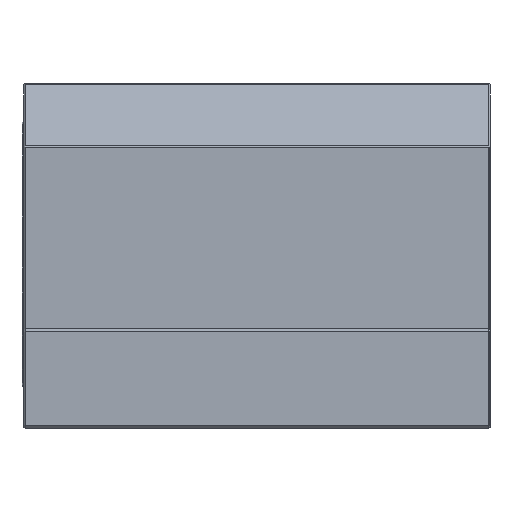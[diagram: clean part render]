
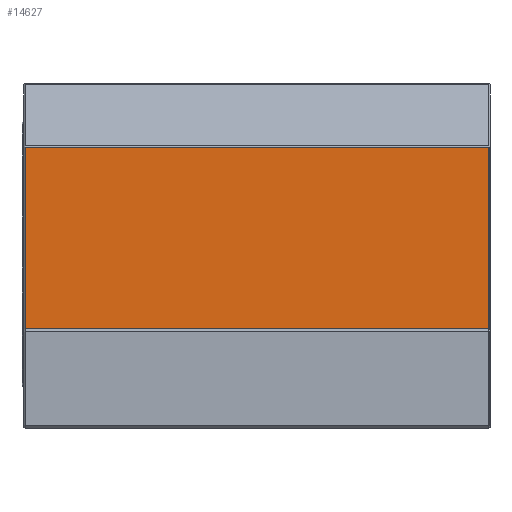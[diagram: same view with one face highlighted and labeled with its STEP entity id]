
A CAD part, left-side view. The second image highlights one B-rep face of the part: STEP entity #14627.
In plain terms, the highlighted planar face has unit normal (-1, 0, 0).
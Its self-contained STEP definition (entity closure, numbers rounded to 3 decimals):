
#188 = LINE ( 'NONE', #11221, #594 ) ;
#594 = VECTOR ( 'NONE', #4338, 1000. ) ;
#632 = LINE ( 'NONE', #901, #4584 ) ;
#800 = DIRECTION ( 'NONE',  ( 0., -1., 0. ) ) ;
#901 = CARTESIAN_POINT ( 'NONE',  ( -16.8, 0., -2.318 ) ) ;
#1163 = AXIS2_PLACEMENT_3D ( 'NONE', #15698, #17224, #7357 ) ;
#2102 = PLANE ( 'NONE',  #1163 ) ;
#3699 = LINE ( 'NONE', #5061, #14084 ) ;
#4338 = DIRECTION ( 'NONE',  ( 0., 0., 1. ) ) ;
#4584 = VECTOR ( 'NONE', #800, 1000. ) ;
#4741 = LINE ( 'NONE', #10182, #10295 ) ;
#5061 = CARTESIAN_POINT ( 'NONE',  ( -16.8, 30., 9.332 ) ) ;
#5262 = EDGE_CURVE ( 'NONE', #9516, #6488, #3699, .T. ) ;
#6395 = ORIENTED_EDGE ( 'NONE', *, *, #8481, .T. ) ;
#6488 = VERTEX_POINT ( 'NONE', #12168 ) ;
#7357 = DIRECTION ( 'NONE',  ( 0., 1., 0. ) ) ;
#8481 = EDGE_CURVE ( 'NONE', #12901, #13764, #632, .T. ) ;
#8564 = ORIENTED_EDGE ( 'NONE', *, *, #15185, .T. ) ;
#8625 = ORIENTED_EDGE ( 'NONE', *, *, #5262, .T. ) ;
#8998 = DIRECTION ( 'NONE',  ( 0., 0., -1. ) ) ;
#9004 = ORIENTED_EDGE ( 'NONE', *, *, #16096, .T. ) ;
#9516 = VERTEX_POINT ( 'NONE', #15135 ) ;
#10182 = CARTESIAN_POINT ( 'NONE',  ( -16.8, 29.9, -2.318 ) ) ;
#10295 = VECTOR ( 'NONE', #8998, 1000. ) ;
#10428 = FACE_OUTER_BOUND ( 'NONE', #14553, .T. ) ;
#11221 = CARTESIAN_POINT ( 'NONE',  ( -16.8, 0.1, -2.568 ) ) ;
#12168 = CARTESIAN_POINT ( 'NONE',  ( -16.8, 29.9, 9.332 ) ) ;
#12524 = CARTESIAN_POINT ( 'NONE',  ( -16.8, 0.1, -2.318 ) ) ;
#12901 = VERTEX_POINT ( 'NONE', #15482 ) ;
#13764 = VERTEX_POINT ( 'NONE', #12524 ) ;
#14084 = VECTOR ( 'NONE', #16120, 1000. ) ;
#14553 = EDGE_LOOP ( 'NONE', ( #8625, #9004, #6395, #8564 ) ) ;
#14627 = ADVANCED_FACE ( 'NONE', ( #10428 ), #2102, .F. ) ;
#15135 = CARTESIAN_POINT ( 'NONE',  ( -16.8, 0.1, 9.332 ) ) ;
#15185 = EDGE_CURVE ( 'NONE', #13764, #9516, #188, .T. ) ;
#15482 = CARTESIAN_POINT ( 'NONE',  ( -16.8, 29.9, -2.318 ) ) ;
#15698 = CARTESIAN_POINT ( 'NONE',  ( -16.8, 30., -2.568 ) ) ;
#16096 = EDGE_CURVE ( 'NONE', #6488, #12901, #4741, .T. ) ;
#16120 = DIRECTION ( 'NONE',  ( 0., 1., 0. ) ) ;
#17224 = DIRECTION ( 'NONE',  ( 1., 0., 0. ) ) ;
